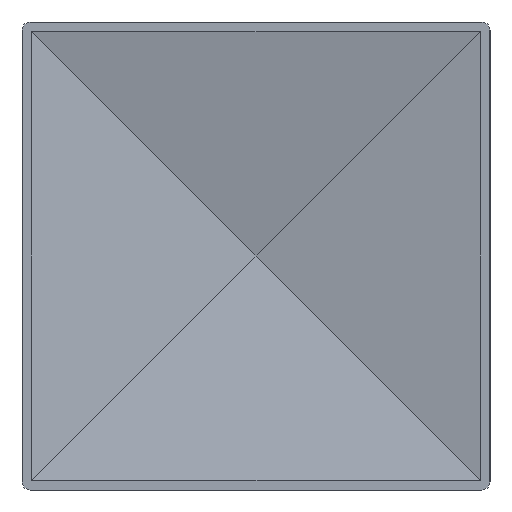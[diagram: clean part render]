
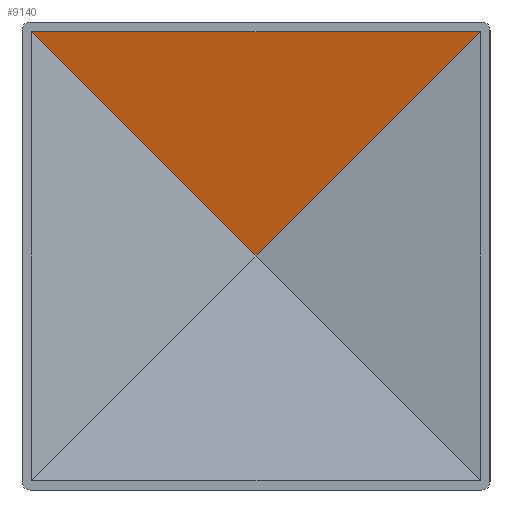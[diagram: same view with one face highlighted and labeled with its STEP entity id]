
A CAD part, front view. The second image highlights one B-rep face of the part: STEP entity #9140.
In plain terms, the highlighted planar face has unit normal (0, -0.979, -0.203).
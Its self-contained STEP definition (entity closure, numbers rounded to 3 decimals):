
#633 = PLANE ( 'NONE',  #8847 ) ;
#729 = DIRECTION ( 'NONE',  ( -1., 0., 0. ) ) ;
#1099 = LINE ( 'NONE', #7486, #8187 ) ;
#1625 = CARTESIAN_POINT ( 'NONE',  ( -42.5, 6.256, 40.7 ) ) ;
#2377 = DIRECTION ( 'NONE',  ( -0.7, -0.145, 0.7 ) ) ;
#2863 = DIRECTION ( 'NONE',  ( 0.7, -0.145, 0.7 ) ) ;
#3161 = VECTOR ( 'NONE', #2377, 1000. ) ;
#3187 = EDGE_CURVE ( 'NONE', #11749, #12000, #1099, .T. ) ;
#4150 = LINE ( 'NONE', #4342, #3161 ) ;
#4194 = LINE ( 'NONE', #1625, #7407 ) ;
#4342 = CARTESIAN_POINT ( 'NONE',  ( 19.312, 18.697, -19.312 ) ) ;
#4350 = VERTEX_POINT ( 'NONE', #9576 ) ;
#4508 = DIRECTION ( 'NONE',  ( 0., -0.979, -0.203 ) ) ;
#5488 = EDGE_CURVE ( 'NONE', #12000, #4350, #4194, .T. ) ;
#5825 = CARTESIAN_POINT ( 'NONE',  ( 0., 14.694, 0. ) ) ;
#6221 = CARTESIAN_POINT ( 'NONE',  ( 40.7, 6.256, 40.7 ) ) ;
#6507 = ORIENTED_EDGE ( 'NONE', *, *, #5488, .T. ) ;
#7094 = ORIENTED_EDGE ( 'NONE', *, *, #3187, .T. ) ;
#7407 = VECTOR ( 'NONE', #729, 1000. ) ;
#7486 = CARTESIAN_POINT ( 'NONE',  ( -19.312, 18.697, -19.312 ) ) ;
#8036 = CARTESIAN_POINT ( 'NONE',  ( 42.5, 14.088, 2.921 ) ) ;
#8187 = VECTOR ( 'NONE', #2863, 1000. ) ;
#8198 = DIRECTION ( 'NONE',  ( 0., 0.203, -0.979 ) ) ;
#8290 = EDGE_LOOP ( 'NONE', ( #8592, #7094, #6507 ) ) ;
#8592 = ORIENTED_EDGE ( 'NONE', *, *, #9589, .F. ) ;
#8847 = AXIS2_PLACEMENT_3D ( 'NONE', #8036, #4508, #8198 ) ;
#9140 = ADVANCED_FACE ( 'NONE', ( #10868 ), #633, .T. ) ;
#9576 = CARTESIAN_POINT ( 'NONE',  ( -40.7, 6.256, 40.7 ) ) ;
#9589 = EDGE_CURVE ( 'NONE', #11749, #4350, #4150, .T. ) ;
#10868 = FACE_OUTER_BOUND ( 'NONE', #8290, .T. ) ;
#11749 = VERTEX_POINT ( 'NONE', #5825 ) ;
#12000 = VERTEX_POINT ( 'NONE', #6221 ) ;
